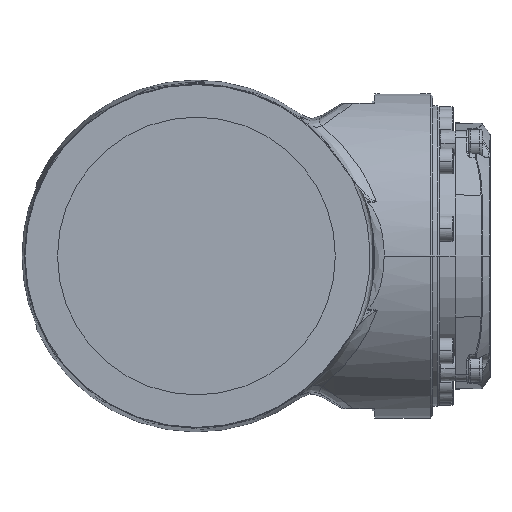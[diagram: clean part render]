
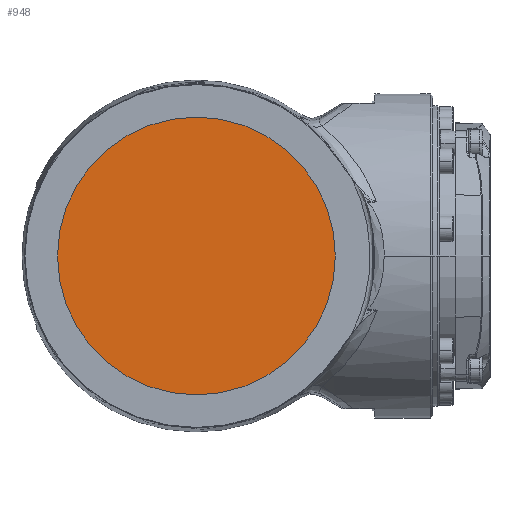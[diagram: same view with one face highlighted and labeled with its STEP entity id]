
A CAD part, front view. The second image highlights one B-rep face of the part: STEP entity #948.
In plain terms, the highlighted planar face has unit normal (0, -1, 0).
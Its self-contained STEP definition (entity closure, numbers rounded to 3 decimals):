
#55 = EDGE_CURVE ( 'NONE', #10974, #11503, #22606, .T. ) ;
#948 = ADVANCED_FACE ( 'NONE', ( #6966 ), #2907, .F. ) ;
#1752 = AXIS2_PLACEMENT_3D ( 'NONE', #18848, #18927, #11824 ) ;
#2253 = CARTESIAN_POINT ( 'NONE',  ( 300., -23.5, 617. ) ) ;
#2861 = ORIENTED_EDGE ( 'NONE', *, *, #55, .F. ) ;
#2907 = PLANE ( 'NONE',  #1752 ) ;
#3781 = AXIS2_PLACEMENT_3D ( 'NONE', #2253, #19648, #16292 ) ;
#5326 = ORIENTED_EDGE ( 'NONE', *, *, #9994, .F. ) ;
#6966 = FACE_OUTER_BOUND ( 'NONE', #19700, .T. ) ;
#7358 = CARTESIAN_POINT ( 'NONE',  ( 330., -23.5, 617. ) ) ;
#9994 = EDGE_CURVE ( 'NONE', #11503, #10974, #20094, .T. ) ;
#10013 = DIRECTION ( 'NONE',  ( 0., 1., 0. ) ) ;
#10974 = VERTEX_POINT ( 'NONE', #7358 ) ;
#11503 = VERTEX_POINT ( 'NONE', #16453 ) ;
#11824 = DIRECTION ( 'NONE',  ( 0., 0., -1. ) ) ;
#13070 = AXIS2_PLACEMENT_3D ( 'NONE', #20561, #10013, #13849 ) ;
#13849 = DIRECTION ( 'NONE',  ( -1., 0., 0. ) ) ;
#16292 = DIRECTION ( 'NONE',  ( -1., 0., 0. ) ) ;
#16453 = CARTESIAN_POINT ( 'NONE',  ( 270., -23.5, 617. ) ) ;
#18848 = CARTESIAN_POINT ( 'NONE',  ( 300., -23.5, 617. ) ) ;
#18927 = DIRECTION ( 'NONE',  ( 0., 1., 0. ) ) ;
#19648 = DIRECTION ( 'NONE',  ( 0., 1., 0. ) ) ;
#19700 = EDGE_LOOP ( 'NONE', ( #2861, #5326 ) ) ;
#20094 = CIRCLE ( 'NONE', #13070, 30. ) ;
#20561 = CARTESIAN_POINT ( 'NONE',  ( 300., -23.5, 617. ) ) ;
#22606 = CIRCLE ( 'NONE', #3781, 30. ) ;
